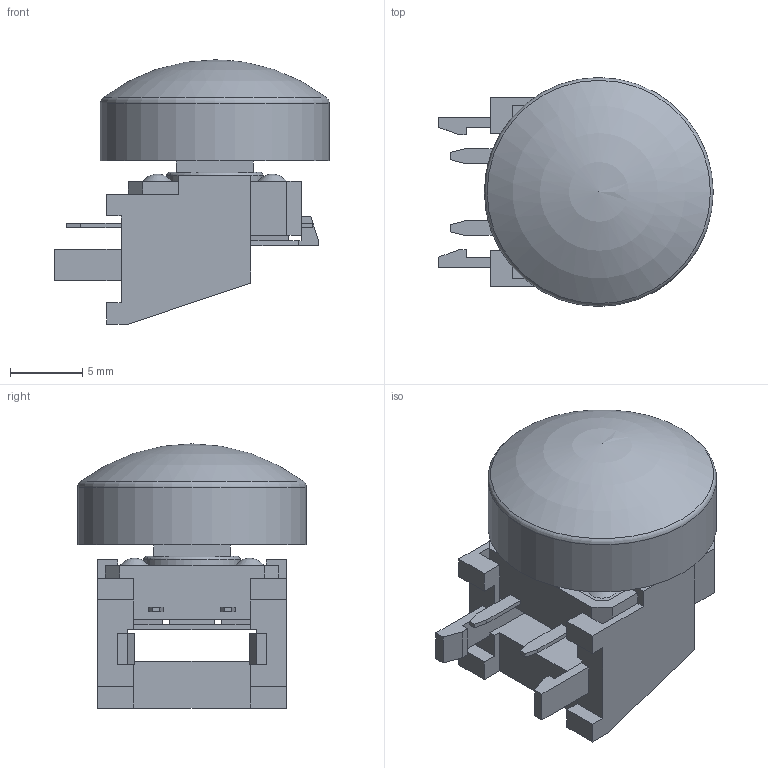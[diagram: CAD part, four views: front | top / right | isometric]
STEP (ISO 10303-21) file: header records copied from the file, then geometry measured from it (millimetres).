
FILE_DESCRIPTION((' '),'2;1');
FILE_NAME('TL1100CFxxxx320.09xxx.stp.stp','2017-08-01T09:25:18',(' '),(' '),' ','ACIS',' ');
FILE_SCHEMA(('CONFIG_CONTROL_DESIGN'));
Length unit declared in the file: inch
Products named in the file (1): TL1100CFxxxx320.09xxx.stp.stp
Bounding box: 19.04 x 15.88 x 18.33 mm (x, y, z)
Volume: 1628.3 mm3; surface area: 2615.7 mm2
Topology: 1 solids, 3 shells, 380 faces, 1006 edges, 630 vertices
Faces by surface type: plane 263, cylinder 63, torus 25, sphere 22, bspline 6, cone 1
Full cylindrical faces by diameter (mm): 0.8 x4, 1 x4, 1.75 x1, 2.32 x1, 3 x1, 4.84 x1, 6.7 x1, 6.95 x1, 15.875 x1
Entity records: 11624 total; most frequent: CARTESIAN_POINT 2210, ORIENTED_EDGE 1922, DIRECTION 1897, EDGE_CURVE 961, VECTOR 735, LINE 735, VERTEX_POINT 612, AXIS2_PLACEMENT_3D 581
